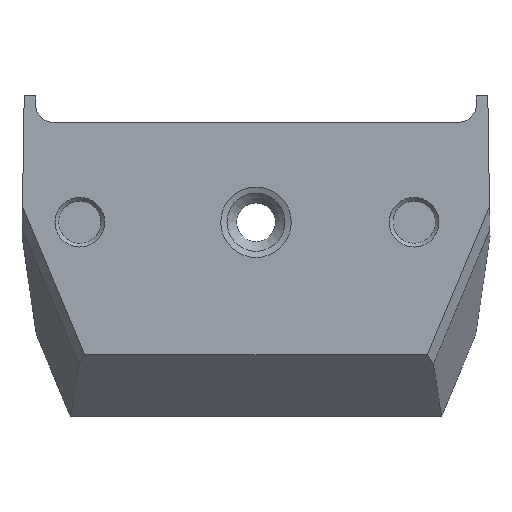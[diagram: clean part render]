
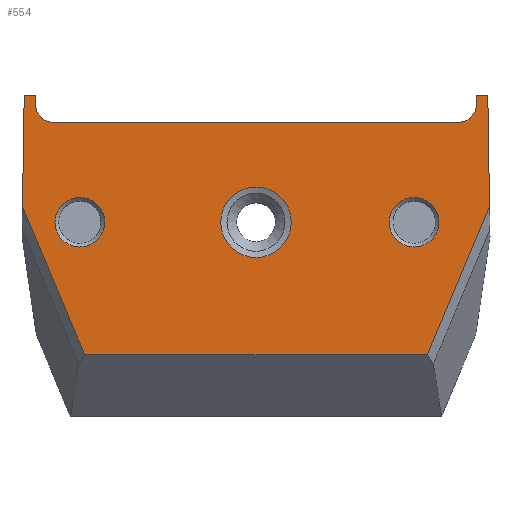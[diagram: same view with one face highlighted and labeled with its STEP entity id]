
A CAD part, top view. The second image highlights one B-rep face of the part: STEP entity #554.
In plain terms, the highlighted planar face has unit normal (0, 0, 1).
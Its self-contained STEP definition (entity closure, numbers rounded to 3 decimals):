
#22=FACE_BOUND('',#89,.T.);
#23=FACE_BOUND('',#90,.T.);
#24=FACE_BOUND('',#91,.T.);
#28=ELLIPSE('',#608,2.071,2.);
#29=ELLIPSE('',#609,2.071,2.);
#32=PLANE('',#607);
#54=FACE_OUTER_BOUND('',#88,.T.);
#88=EDGE_LOOP('',(#398,#399,#400,#401,#402,#403,#404,#405,#406,#407,#408,
#409));
#89=EDGE_LOOP('',(#410));
#90=EDGE_LOOP('',(#411));
#91=EDGE_LOOP('',(#412));
#128=LINE('',#841,#184);
#129=LINE('',#845,#185);
#130=LINE('',#847,#186);
#131=LINE('',#849,#187);
#132=LINE('',#851,#188);
#133=LINE('',#853,#189);
#134=LINE('',#855,#190);
#135=LINE('',#857,#191);
#136=LINE('',#859,#192);
#137=LINE('',#861,#193);
#184=VECTOR('',#675,10.);
#185=VECTOR('',#678,10.);
#186=VECTOR('',#679,10.);
#187=VECTOR('',#680,10.);
#188=VECTOR('',#681,10.);
#189=VECTOR('',#682,10.);
#190=VECTOR('',#683,10.);
#191=VECTOR('',#684,10.);
#192=VECTOR('',#685,10.);
#193=VECTOR('',#686,10.);
#238=CIRCLE('',#601,3.9);
#243=CIRCLE('',#610,2.75);
#244=CIRCLE('',#611,2.75);
#257=VERTEX_POINT('',#825);
#262=VERTEX_POINT('',#839);
#263=VERTEX_POINT('',#840);
#264=VERTEX_POINT('',#842);
#265=VERTEX_POINT('',#844);
#266=VERTEX_POINT('',#846);
#267=VERTEX_POINT('',#848);
#268=VERTEX_POINT('',#850);
#269=VERTEX_POINT('',#852);
#270=VERTEX_POINT('',#854);
#271=VERTEX_POINT('',#856);
#272=VERTEX_POINT('',#858);
#273=VERTEX_POINT('',#860);
#274=VERTEX_POINT('',#863);
#275=VERTEX_POINT('',#865);
#308=EDGE_CURVE('',#257,#257,#238,.T.);
#315=EDGE_CURVE('',#262,#263,#128,.T.);
#316=EDGE_CURVE('',#264,#262,#28,.T.);
#317=EDGE_CURVE('',#265,#264,#129,.T.);
#318=EDGE_CURVE('',#266,#265,#130,.T.);
#319=EDGE_CURVE('',#267,#266,#131,.T.);
#320=EDGE_CURVE('',#268,#267,#132,.T.);
#321=EDGE_CURVE('',#269,#268,#133,.T.);
#322=EDGE_CURVE('',#270,#269,#134,.T.);
#323=EDGE_CURVE('',#271,#270,#135,.T.);
#324=EDGE_CURVE('',#272,#271,#136,.T.);
#325=EDGE_CURVE('',#273,#272,#137,.T.);
#326=EDGE_CURVE('',#263,#273,#29,.T.);
#327=EDGE_CURVE('',#274,#274,#243,.T.);
#328=EDGE_CURVE('',#275,#275,#244,.T.);
#398=ORIENTED_EDGE('',*,*,#315,.F.);
#399=ORIENTED_EDGE('',*,*,#316,.F.);
#400=ORIENTED_EDGE('',*,*,#317,.F.);
#401=ORIENTED_EDGE('',*,*,#318,.F.);
#402=ORIENTED_EDGE('',*,*,#319,.F.);
#403=ORIENTED_EDGE('',*,*,#320,.F.);
#404=ORIENTED_EDGE('',*,*,#321,.F.);
#405=ORIENTED_EDGE('',*,*,#322,.F.);
#406=ORIENTED_EDGE('',*,*,#323,.F.);
#407=ORIENTED_EDGE('',*,*,#324,.F.);
#408=ORIENTED_EDGE('',*,*,#325,.F.);
#409=ORIENTED_EDGE('',*,*,#326,.F.);
#410=ORIENTED_EDGE('',*,*,#327,.F.);
#411=ORIENTED_EDGE('',*,*,#328,.F.);
#412=ORIENTED_EDGE('',*,*,#308,.F.);
#554=ADVANCED_FACE('',(#54,#22,#23,#24),#32,.T.);
#601=AXIS2_PLACEMENT_3D('',#826,#659,#660);
#607=AXIS2_PLACEMENT_3D('',#838,#673,#674);
#608=AXIS2_PLACEMENT_3D('',#843,#676,#677);
#609=AXIS2_PLACEMENT_3D('',#862,#687,#688);
#610=AXIS2_PLACEMENT_3D('',#864,#689,#690);
#611=AXIS2_PLACEMENT_3D('',#866,#691,#692);
#659=DIRECTION('center_axis',(0.,0.,
1.));
#660=DIRECTION('ref_axis',(-1.,0.,0.));
#673=DIRECTION('center_axis',(0.,0.,
1.));
#674=DIRECTION('ref_axis',(0.,1.,0.));
#675=DIRECTION('',(1.,0.,0.));
#676=DIRECTION('center_axis',(0.,0.,
1.));
#677=DIRECTION('ref_axis',(-1.,0.,0.));
#678=DIRECTION('',(0.,-1.,0.));
#679=DIRECTION('',(1.,0.,0.));
#680=DIRECTION('',(0.016,1.,0.));
#681=DIRECTION('',(-0.387,0.922,0.));
#682=DIRECTION('',(-1.,0.,0.));
#683=DIRECTION('',(-0.387,-0.922,0.));
#684=DIRECTION('',(0.016,-1.,0.));
#685=DIRECTION('',(1.,0.,0.));
#686=DIRECTION('',(0.,1.,0.));
#687=DIRECTION('center_axis',(0.,0.,
1.));
#688=DIRECTION('ref_axis',(-1.,0.,0.));
#689=DIRECTION('center_axis',(0.,0.,
1.));
#690=DIRECTION('ref_axis',(-1.,0.,0.));
#691=DIRECTION('center_axis',(0.,0.,
1.));
#692=DIRECTION('ref_axis',(-1.,0.,0.));
#825=CARTESIAN_POINT('',(3.9,2.21,42.3));
#826=CARTESIAN_POINT('Origin',(0.,2.21,42.3));
#838=CARTESIAN_POINT('Origin',(0.,1.38,42.3));
#839=CARTESIAN_POINT('',(-22.328,13.25,42.3));
#840=CARTESIAN_POINT('',(22.328,13.25,42.3));
#841=CARTESIAN_POINT('',(11.164,13.25,42.3));
#842=CARTESIAN_POINT('',(-24.399,15.25,42.3));
#843=CARTESIAN_POINT('Origin',(-22.328,15.25,42.3));
#844=CARTESIAN_POINT('',(-24.399,16.2,42.3));
#845=CARTESIAN_POINT('',(-24.399,8.315,42.3));
#846=CARTESIAN_POINT('',(-25.658,16.2,42.3));
#847=CARTESIAN_POINT('',(-12.199,16.2,42.3));
#848=CARTESIAN_POINT('',(-25.848,3.944,42.3));
#849=CARTESIAN_POINT('',(-25.77,8.991,42.3));
#850=CARTESIAN_POINT('',(-18.962,-12.44,42.3));
#851=CARTESIAN_POINT('',(-23.008,-2.813,42.3));
#852=CARTESIAN_POINT('',(18.962,-12.44,42.3));
#853=CARTESIAN_POINT('',(-9.813,-12.44,42.3));
#854=CARTESIAN_POINT('',(25.848,3.944,42.3));
#855=CARTESIAN_POINT('',(19.878,-10.26,42.3));
#856=CARTESIAN_POINT('',(25.658,16.2,42.3));
#857=CARTESIAN_POINT('',(25.884,1.618,42.3));
#858=CARTESIAN_POINT('',(24.399,16.2,42.3));
#859=CARTESIAN_POINT('',(12.829,16.2,42.3));
#860=CARTESIAN_POINT('',(24.399,15.25,42.3));
#861=CARTESIAN_POINT('',(24.399,8.79,42.3));
#862=CARTESIAN_POINT('Origin',(22.328,15.25,42.3));
#863=CARTESIAN_POINT('',(20.249,2.213,42.3));
#864=CARTESIAN_POINT('Origin',(17.499,2.213,42.3));
#865=CARTESIAN_POINT('',(-16.751,2.213,42.3));
#866=CARTESIAN_POINT('Origin',(-19.501,2.213,42.3));
